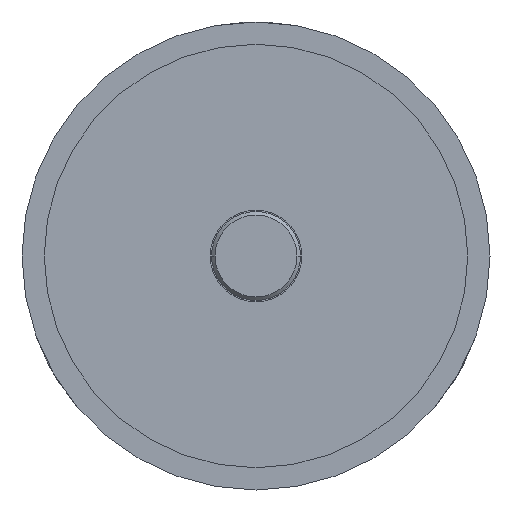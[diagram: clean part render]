
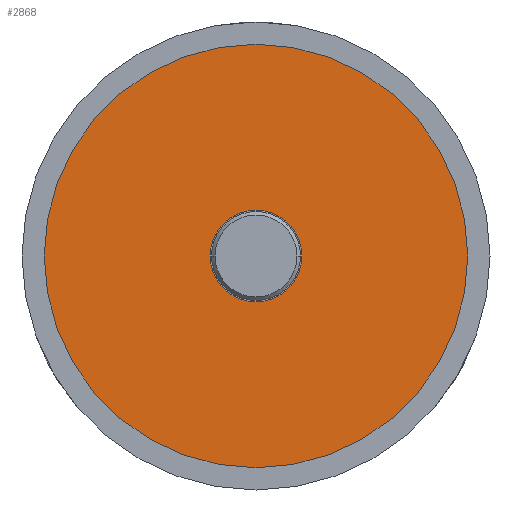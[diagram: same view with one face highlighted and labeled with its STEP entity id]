
A CAD part, front view. The second image highlights one B-rep face of the part: STEP entity #2868.
In plain terms, the highlighted planar face has unit normal (0, -1, 0).
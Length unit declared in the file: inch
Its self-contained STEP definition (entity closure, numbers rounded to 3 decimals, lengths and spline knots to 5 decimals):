
#489=CARTESIAN_POINT('',(0.,0.,0.));
#490=DIRECTION('',(0.,-1.,0.));
#491=DIRECTION('',(1.,0.,0.));
#492=AXIS2_PLACEMENT_3D('',#489,#490,#491);
#502=CARTESIAN_POINT('',(0.,0.,0.));
#503=DIRECTION('',(0.,1.,0.));
#504=DIRECTION('',(1.,0.,0.));
#505=AXIS2_PLACEMENT_3D('',#502,#503,#504);
#507=CARTESIAN_POINT('',(0.,0.,0.));
#508=DIRECTION('',(0.,-1.,0.));
#509=DIRECTION('',(1.,0.,0.));
#510=AXIS2_PLACEMENT_3D('',#507,#508,#509);
#512=CARTESIAN_POINT('',(0.,0.,0.));
#513=DIRECTION('',(0.,-1.,0.));
#514=DIRECTION('',(-1.,0.,0.));
#515=AXIS2_PLACEMENT_3D('',#512,#513,#514);
#2110=CARTESIAN_POINT('',(0.59365,0.,0.));
#2112=VERTEX_POINT('',#2110);
#2118=CARTESIAN_POINT('',(-0.59365,0.,0.));
#2120=VERTEX_POINT('',#2118);
#2126=CARTESIAN_POINT('',(0.1285,0.,0.));
#2127=CARTESIAN_POINT('',(-0.1285,0.,0.));
#2128=VERTEX_POINT('',#2126);
#2129=VERTEX_POINT('',#2127);
#2853=CARTESIAN_POINT('',(0.,0.,0.));
#2854=DIRECTION('',(0.,-1.,0.));
#2855=DIRECTION('',(-1.,0.,0.));
#2856=AXIS2_PLACEMENT_3D('',#2853,#2854,#2855);
#2857=PLANE('',#2856);
#2858=ORIENTED_EDGE('',*,*,#2848,.T.);
#2859=ORIENTED_EDGE('',*,*,#2832,.F.);
#2860=EDGE_LOOP('',(#2858,#2859));
#2861=FACE_OUTER_BOUND('',#2860,.F.);
#2863=ORIENTED_EDGE('',*,*,#2862,.T.);
#2865=ORIENTED_EDGE('',*,*,#2864,.T.);
#2866=EDGE_LOOP('',(#2863,#2865));
#2867=FACE_BOUND('',#2866,.F.);
#2868=ADVANCED_FACE('',(#2861,#2867),#2857,.T.);
#493=CIRCLE('',#492,0.59365);
#506=CIRCLE('',#505,0.59365);
#511=CIRCLE('',#510,0.1285);
#516=CIRCLE('',#515,0.1285);
#2832=EDGE_CURVE('',#2112,#2120,#493,.T.);
#2848=EDGE_CURVE('',#2112,#2120,#506,.T.);
#2862=EDGE_CURVE('',#2128,#2129,#511,.T.);
#2864=EDGE_CURVE('',#2129,#2128,#516,.T.);
